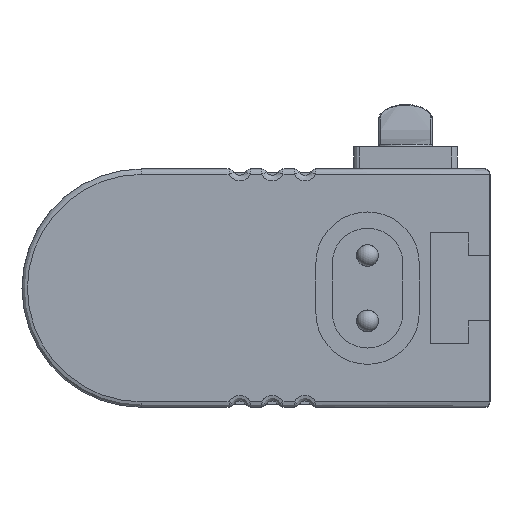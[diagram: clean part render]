
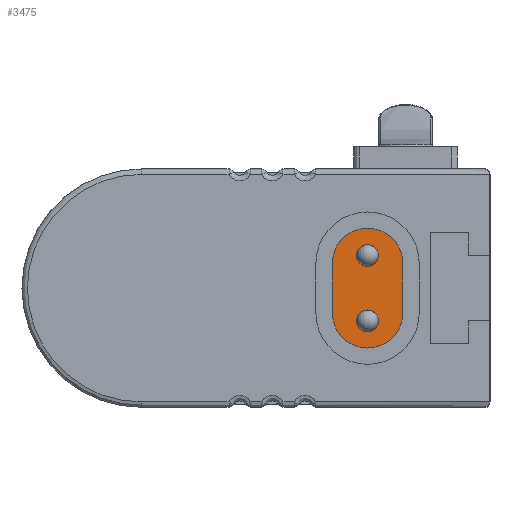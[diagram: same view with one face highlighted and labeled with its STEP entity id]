
A CAD part, left-side view. The second image highlights one B-rep face of the part: STEP entity #3475.
In plain terms, the highlighted planar face has unit normal (-1, 0, 0).
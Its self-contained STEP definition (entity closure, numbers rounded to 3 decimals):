
#224 = VERTEX_POINT ( 'NONE', #232 ) ;
#232 = CARTESIAN_POINT ( 'NONE',  ( -451., 11.25, -2. ) ) ;
#396 = EDGE_LOOP ( 'NONE', ( #4697 ) ) ;
#540 = ORIENTED_EDGE ( 'NONE', *, *, #6480, .T. ) ;
#626 = CARTESIAN_POINT ( 'NONE',  ( -451., 11.25, 3. ) ) ;
#676 = VERTEX_POINT ( 'NONE', #7506 ) ;
#755 = CARTESIAN_POINT ( 'NONE',  ( -451., 8., 2.25 ) ) ;
#789 = AXIS2_PLACEMENT_3D ( 'NONE', #7126, #3416, #7729 ) ;
#1238 = DIRECTION ( 'NONE',  ( 0., 0., -1. ) ) ;
#1283 = CARTESIAN_POINT ( 'NONE',  ( -451., 11.25, -2.25 ) ) ;
#1359 = EDGE_CURVE ( 'NONE', #3937, #3233, #6207, .T. ) ;
#1386 = LINE ( 'NONE', #2565, #6143 ) ;
#1584 = AXIS2_PLACEMENT_3D ( 'NONE', #6545, #2840, #7168 ) ;
#1586 = CARTESIAN_POINT ( 'NONE',  ( -451., 14.5, -2.25 ) ) ;
#1624 = FACE_BOUND ( 'NONE', #2947, .T. ) ;
#1869 = VERTEX_POINT ( 'NONE', #3940 ) ;
#1910 = DIRECTION ( 'NONE',  ( 0., 0., 1. ) ) ;
#1935 = DIRECTION ( 'NONE',  ( 0., 0., -1. ) ) ;
#2077 = CARTESIAN_POINT ( 'NONE',  ( -451., 8., -2.25 ) ) ;
#2265 = EDGE_CURVE ( 'NONE', #1869, #1869, #3399, .T. ) ;
#2536 = EDGE_CURVE ( 'NONE', #224, #224, #3096, .T. ) ;
#2565 = CARTESIAN_POINT ( 'NONE',  ( -451., 14.5, -2.25 ) ) ;
#2657 = AXIS2_PLACEMENT_3D ( 'NONE', #3979, #5860, #7103 ) ;
#2840 = DIRECTION ( 'NONE',  ( -1., 0., 0. ) ) ;
#2947 = EDGE_LOOP ( 'NONE', ( #6970 ) ) ;
#3096 = CIRCLE ( 'NONE', #789, 1. ) ;
#3233 = VERTEX_POINT ( 'NONE', #5148 ) ;
#3280 = FACE_BOUND ( 'NONE', #396, .T. ) ;
#3399 = CIRCLE ( 'NONE', #5253, 1. ) ;
#3416 = DIRECTION ( 'NONE',  ( -1., 0., 0. ) ) ;
#3475 = ADVANCED_FACE ( 'NONE', ( #1624, #6377, #3280 ), #6028, .T. ) ;
#3843 = EDGE_CURVE ( 'NONE', #4315, #676, #6238, .T. ) ;
#3937 = VERTEX_POINT ( 'NONE', #755 ) ;
#3940 = CARTESIAN_POINT ( 'NONE',  ( -451., 11.25, 2. ) ) ;
#3979 = CARTESIAN_POINT ( 'NONE',  ( -451., 32.05, 0. ) ) ;
#4102 = ORIENTED_EDGE ( 'NONE', *, *, #3843, .T. ) ;
#4315 = VERTEX_POINT ( 'NONE', #1586 ) ;
#4350 = EDGE_LOOP ( 'NONE', ( #4102, #540, #4457, #6190 ) ) ;
#4457 = ORIENTED_EDGE ( 'NONE', *, *, #1359, .T. ) ;
#4641 = VECTOR ( 'NONE', #5169, 1000. ) ;
#4697 = ORIENTED_EDGE ( 'NONE', *, *, #2265, .F. ) ;
#4962 = DIRECTION ( 'NONE',  ( -1., 0., 0. ) ) ;
#5148 = CARTESIAN_POINT ( 'NONE',  ( -451., 14.5, 2.25 ) ) ;
#5169 = DIRECTION ( 'NONE',  ( 0., 0., 1. ) ) ;
#5253 = AXIS2_PLACEMENT_3D ( 'NONE', #626, #4962, #1238 ) ;
#5625 = DIRECTION ( 'NONE',  ( -1., 0., 0. ) ) ;
#5860 = DIRECTION ( 'NONE',  ( -1., 0., 0. ) ) ;
#6028 = PLANE ( 'NONE',  #2657 ) ;
#6143 = VECTOR ( 'NONE', #1935, 1000. ) ;
#6190 = ORIENTED_EDGE ( 'NONE', *, *, #7904, .T. ) ;
#6207 = CIRCLE ( 'NONE', #1584, 3.25 ) ;
#6238 = CIRCLE ( 'NONE', #7070, 3.25 ) ;
#6377 = FACE_OUTER_BOUND ( 'NONE', #4350, .T. ) ;
#6479 = LINE ( 'NONE', #2077, #4641 ) ;
#6480 = EDGE_CURVE ( 'NONE', #676, #3937, #6479, .T. ) ;
#6545 = CARTESIAN_POINT ( 'NONE',  ( -451., 11.25, 2.25 ) ) ;
#6970 = ORIENTED_EDGE ( 'NONE', *, *, #2536, .F. ) ;
#7070 = AXIS2_PLACEMENT_3D ( 'NONE', #1283, #5625, #1910 ) ;
#7103 = DIRECTION ( 'NONE',  ( 0., 0., -1. ) ) ;
#7126 = CARTESIAN_POINT ( 'NONE',  ( -451., 11.25, -3. ) ) ;
#7168 = DIRECTION ( 'NONE',  ( 0., 0., 1. ) ) ;
#7506 = CARTESIAN_POINT ( 'NONE',  ( -451., 8., -2.25 ) ) ;
#7729 = DIRECTION ( 'NONE',  ( 0., 0., 1. ) ) ;
#7904 = EDGE_CURVE ( 'NONE', #3233, #4315, #1386, .T. ) ;
